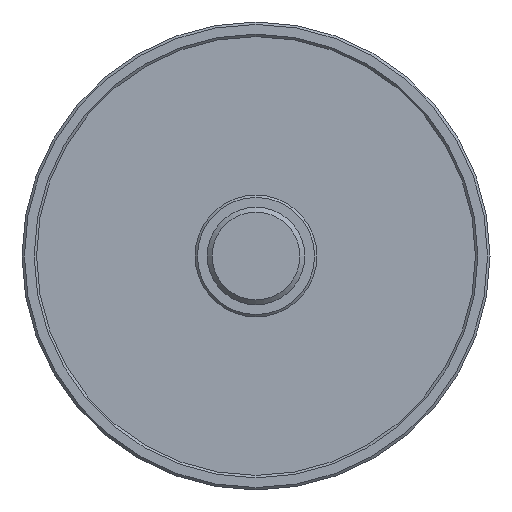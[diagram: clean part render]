
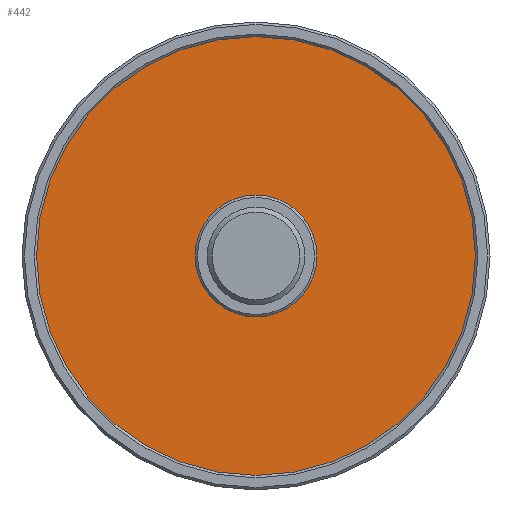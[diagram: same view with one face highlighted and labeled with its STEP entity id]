
A CAD part, left-side view. The second image highlights one B-rep face of the part: STEP entity #442.
In plain terms, the highlighted planar face has unit normal (-1, 0, 0).
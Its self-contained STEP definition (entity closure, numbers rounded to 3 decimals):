
#78=PLANE($,#492);
#98=FACE_BOUND($,#170,.T.);
#133=FACE_OUTER_BOUND($,#169,.T.);
#169=EDGE_LOOP($,(#351));
#170=EDGE_LOOP($,(#352));
#227=CIRCLE($,#486,12.5);
#230=CIRCLE($,#493,45.);
#259=VERTEX_POINT($,#725);
#262=VERTEX_POINT($,#735);
#299=EDGE_CURVE($,#259,#259,#227,.T.);
#302=EDGE_CURVE($,#262,#262,#230,.T.);
#351=ORIENTED_EDGE($,*,*,#302,.F.);
#352=ORIENTED_EDGE($,*,*,#299,.T.);
#442=ADVANCED_FACE($,(#133,#98),#78,.T.);
#486=AXIS2_PLACEMENT_3D($,#726,#569,#570);
#492=AXIS2_PLACEMENT_3D($,#734,#581,#582);
#493=AXIS2_PLACEMENT_3D($,#736,#583,#584);
#569=DIRECTION('center_axis',(1.,0.,0.));
#570=DIRECTION('ref_axis',(0.,1.,0.));
#581=DIRECTION('center_axis',(-1.,0.,0.));
#582=DIRECTION('ref_axis',(0.,0.,1.));
#583=DIRECTION('center_axis',(1.,0.,0.));
#584=DIRECTION('ref_axis',(0.,1.,0.));
#725=CARTESIAN_POINT('',(11.,12.5,0.));
#726=CARTESIAN_POINT('Origin',(11.,0.,0.));
#734=CARTESIAN_POINT('Origin',(11.,28.75,0.));
#735=CARTESIAN_POINT('',(11.,45.,0.));
#736=CARTESIAN_POINT('Origin',(11.,0.,0.));
